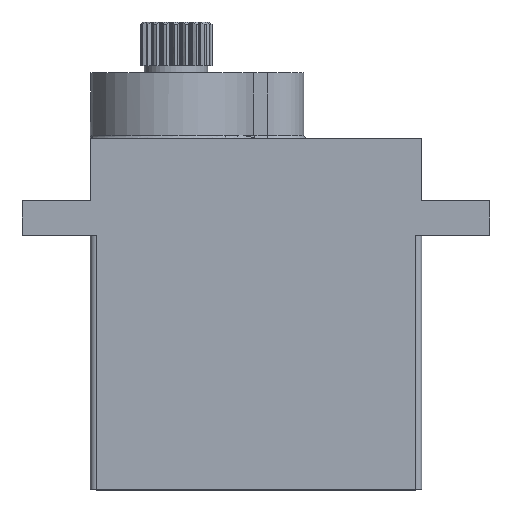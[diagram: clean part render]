
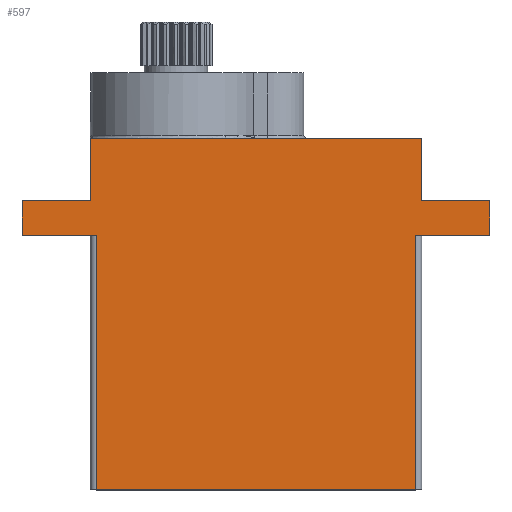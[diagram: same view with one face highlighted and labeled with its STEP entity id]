
A CAD part, top view. The second image highlights one B-rep face of the part: STEP entity #597.
In plain terms, the highlighted planar face has unit normal (0, 0, 1).
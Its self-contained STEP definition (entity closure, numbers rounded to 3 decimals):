
#468=CARTESIAN_POINT('',(-11.0,0.,6.2));
#469=VERTEX_POINT('',#468);
#477=CARTESIAN_POINT('',(-11.0,17.5,6.2));
#478=VERTEX_POINT('',#477);
#479=CARTESIAN_POINT('',(-11.0,0.0,6.2));
#480=DIRECTION('',(0.0,1.0,0.0));
#481=VECTOR('',#480,17.5);
#482=LINE('',#479,#481);
#483=EDGE_CURVE('',#469,#478,#482,.T.);
#503=CARTESIAN_POINT('',(0.0,13.2,6.2));
#504=DIRECTION('',(0.0,0.0,1.0));
#505=DIRECTION('',(1.0,0.0,0.0));
#506=AXIS2_PLACEMENT_3D('',#503,#504,#505);
#507=PLANE('',#506);
#508=CARTESIAN_POINT('',(-16.1,17.5,6.2));
#509=VERTEX_POINT('',#508);
#510=CARTESIAN_POINT('',(-16.1,17.5,6.2));
#511=DIRECTION('',(1.0,0.0,0.0));
#512=VECTOR('',#511,5.1);
#513=LINE('',#510,#512);
#514=EDGE_CURVE('',#509,#478,#513,.T.);
#515=ORIENTED_EDGE('',*,*,#514,.T.);
#516=ORIENTED_EDGE('',*,*,#483,.F.);
#517=CARTESIAN_POINT('',(11.0,0.,6.2));
#518=VERTEX_POINT('',#517);
#519=CARTESIAN_POINT('',(-11.,0.,6.2));
#520=DIRECTION('',(1.0,0.0,0.0));
#521=VECTOR('',#520,22.0);
#522=LINE('',#519,#521);
#523=EDGE_CURVE('',#469,#518,#522,.T.);
#524=ORIENTED_EDGE('',*,*,#523,.T.);
#525=CARTESIAN_POINT('',(11.0,17.5,6.2));
#526=VERTEX_POINT('',#525);
#527=CARTESIAN_POINT('',(11.0,17.5,6.2));
#528=DIRECTION('',(0.0,-1.0,0.0));
#529=VECTOR('',#528,17.5);
#530=LINE('',#527,#529);
#531=EDGE_CURVE('',#526,#518,#530,.T.);
#532=ORIENTED_EDGE('',*,*,#531,.F.);
#533=CARTESIAN_POINT('',(16.1,17.5,6.2));
#534=VERTEX_POINT('',#533);
#535=CARTESIAN_POINT('',(16.1,17.5,6.2));
#536=DIRECTION('',(-1.0,0.0,0.0));
#537=VECTOR('',#536,5.1);
#538=LINE('',#535,#537);
#539=EDGE_CURVE('',#534,#526,#538,.T.);
#540=ORIENTED_EDGE('',*,*,#539,.F.);
#541=CARTESIAN_POINT('',(16.1,19.9,6.2));
#542=VERTEX_POINT('',#541);
#543=CARTESIAN_POINT('',(16.1,17.5,6.2));
#544=DIRECTION('',(0.0,1.0,0.0));
#545=VECTOR('',#544,2.4);
#546=LINE('',#543,#545);
#547=EDGE_CURVE('',#534,#542,#546,.T.);
#548=ORIENTED_EDGE('',*,*,#547,.T.);
#549=CARTESIAN_POINT('',(11.4,19.9,6.2));
#550=VERTEX_POINT('',#549);
#551=CARTESIAN_POINT('',(16.1,19.9,6.2));
#552=DIRECTION('',(-1.0,0.0,0.0));
#553=VECTOR('',#552,4.7);
#554=LINE('',#551,#553);
#555=EDGE_CURVE('',#542,#550,#554,.T.);
#556=ORIENTED_EDGE('',*,*,#555,.T.);
#557=CARTESIAN_POINT('',(11.4,24.2,6.2));
#558=VERTEX_POINT('',#557);
#559=CARTESIAN_POINT('',(11.4,19.9,6.2));
#560=DIRECTION('',(0.0,1.0,0.0));
#561=VECTOR('',#560,4.3);
#562=LINE('',#559,#561);
#563=EDGE_CURVE('',#550,#558,#562,.T.);
#564=ORIENTED_EDGE('',*,*,#563,.T.);
#565=CARTESIAN_POINT('',(-11.4,24.2,6.2));
#566=VERTEX_POINT('',#565);
#567=CARTESIAN_POINT('',(11.4,24.2,6.2));
#568=DIRECTION('',(-1.0,0.0,0.0));
#569=VECTOR('',#568,22.8);
#570=LINE('',#567,#569);
#571=EDGE_CURVE('',#558,#566,#570,.T.);
#572=ORIENTED_EDGE('',*,*,#571,.T.);
#573=CARTESIAN_POINT('',(-11.4,19.9,6.2));
#574=VERTEX_POINT('',#573);
#575=CARTESIAN_POINT('',(-11.4,24.2,6.2));
#576=DIRECTION('',(0.0,-1.0,0.0));
#577=VECTOR('',#576,4.3);
#578=LINE('',#575,#577);
#579=EDGE_CURVE('',#566,#574,#578,.T.);
#580=ORIENTED_EDGE('',*,*,#579,.T.);
#581=CARTESIAN_POINT('',(-16.1,19.9,6.2));
#582=VERTEX_POINT('',#581);
#583=CARTESIAN_POINT('',(-11.4,19.9,6.2));
#584=DIRECTION('',(-1.0,0.0,0.0));
#585=VECTOR('',#584,4.7);
#586=LINE('',#583,#585);
#587=EDGE_CURVE('',#574,#582,#586,.T.);
#588=ORIENTED_EDGE('',*,*,#587,.T.);
#589=CARTESIAN_POINT('',(-16.1,19.9,6.2));
#590=DIRECTION('',(0.0,-1.0,0.0));
#591=VECTOR('',#590,2.4);
#592=LINE('',#589,#591);
#593=EDGE_CURVE('',#582,#509,#592,.T.);
#594=ORIENTED_EDGE('',*,*,#593,.T.);
#595=EDGE_LOOP('',(#515,#516,#524,#532,#540,#548,#556,#564,#572,#580,#588,#594));
#596=FACE_OUTER_BOUND('',#595,.T.);
#597=ADVANCED_FACE('',(#596),#507,.T.);
